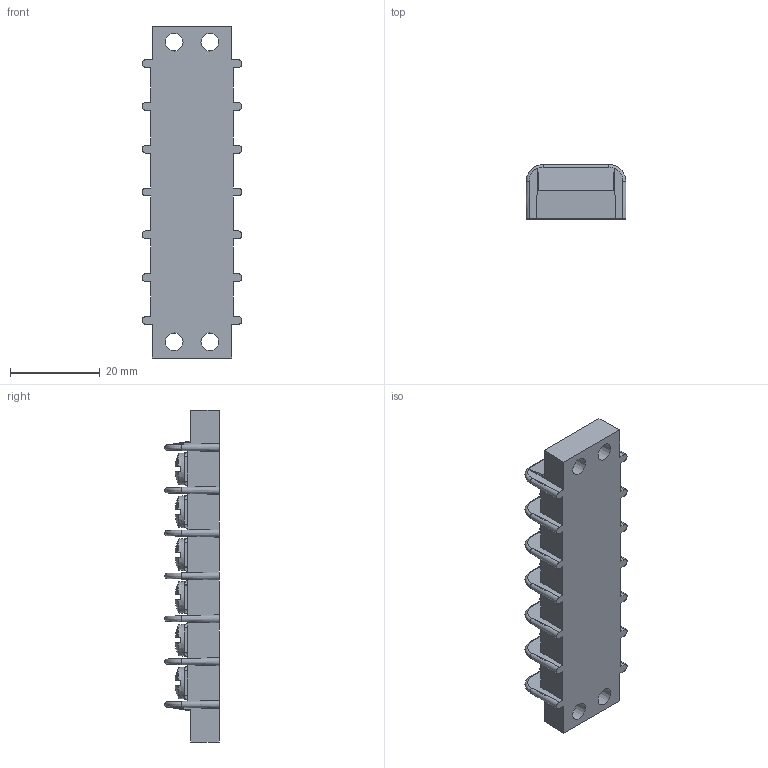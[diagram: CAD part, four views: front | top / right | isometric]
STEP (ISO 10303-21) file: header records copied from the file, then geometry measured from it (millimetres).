
FILE_DESCRIPTION(/* description */ (''),/* implementation_level */ '2;1');
FILE_NAME(/* name */ 'terminal_block_6.stp',/* time_stamp */ '2015-10-30T22:45:59-07:00',/* author */ (''),/* organization */ (''),/* preprocessor_version */ 'ST-DEVELOPER v16.1',/* originating_system */ 'Autodesk Translation Framework v4.1.0.1560',/* authorisation */ '');
FILE_SCHEMA (('AUTOMOTIVE_DESIGN { 1 0 10303 214 3 1 1 }'));
Products named in the file (2): terminal block; (Unsaved)
Assembly tree (1 placements, depth 2):
  (Unsaved)
    terminal block
Bounding box: 22.22 x 12.11 x 73.84 mm (x, y, z)
Volume: 9604.2 mm3; surface area: 13049.9 mm2
Topology: 19 solids, 19 shells, 1230 faces, 3306 edges, 2136 vertices
Faces by surface type: plane 779, cylinder 239, bspline 132, torus 36, sphere 24, cone 20
Full cylindrical faces by diameter (mm): 1.321 x2, 2.362 x2, 2.769 x12, 3.429 x12, 4.191 x12
Entity records: 54361 total; most frequent: CARTESIAN_POINT 24672, ORIENTED_EDGE 6336, DIRECTION 5731, EDGE_CURVE 3168, LINE 2101, VECTOR 2101, VERTEX_POINT 2098, AXIS2_PLACEMENT_3D 1815
